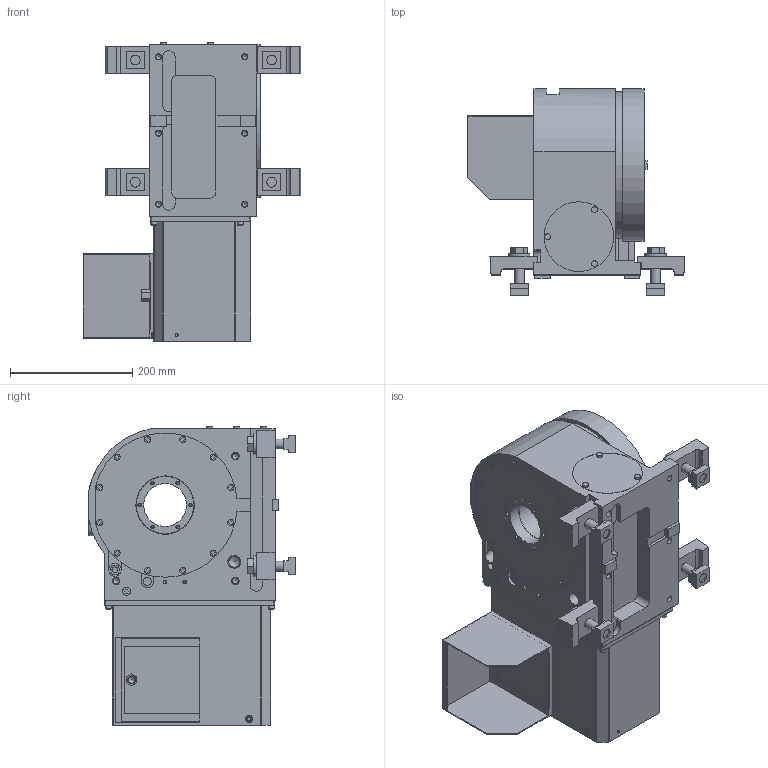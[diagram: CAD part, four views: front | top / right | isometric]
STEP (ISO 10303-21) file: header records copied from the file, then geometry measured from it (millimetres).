
FILE_DESCRIPTION(/* description */ ('Unknown'),/* implementation_level */ '2;1');
FILE_NAME(/* name */ 'MR250RAE03-Solid',/* time_stamp */ '2019-08-23T10:35:32+01:00',/* author */ ('Unknown'),/* organization */ ('Unknown'),/* preprocessor_version */ 'ST-DEVELOPER v16.7',/* originating_system */ 'DEX',/* authorisation */ $);
FILE_SCHEMA (('AUTOMOTIVE_DESIGN {1 0 10303 214 3 1 1}'));
Length unit declared in the file: millimetre
Products named in the file (1): MR250RAE03
Bounding box: 356.5 x 338 x 488 mm (x, y, z)
Volume: 12760123.6 mm3; surface area: 1157580.7 mm2
Topology: 2 solids, 11 shells, 793 faces, 1848 edges, 1220 vertices
Faces by surface type: plane 557, cylinder 192, cone 42, torus 2
Full cylindrical faces by diameter (mm): 5 x25, 6 x19, 7 x5, 8.5 x8, 9 x1, 9.5 x3, 9.728 x1, 10 x24, 10.2 x10, 10.7 x1, 11.5 x1, 12 x11, 12.5 x1, 13.157 x1, 13.175 x2, 14 x2, 16 x10, 17.5 x1, 19 x8, 20.5 x1, 20.955 x2, 30 x1, 34 x1, 35 x4, 70 x1, 71 x1, 95.5 x1, 99.5 x1, 100 x1, 108 x1
Entity records: 21285 total; most frequent: CARTESIAN_POINT 3801, DIRECTION 3572, ORIENTED_EDGE 3168, EDGE_CURVE 1584, AXIS2_PLACEMENT_3D 1198, VERTEX_POINT 1189, FACE_BOUND 1183, LINE 1176
